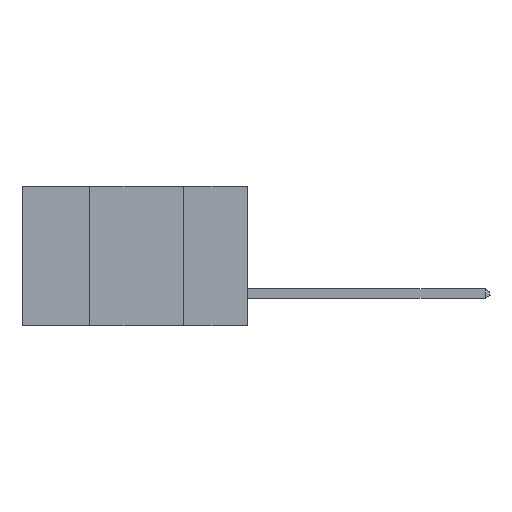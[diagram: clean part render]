
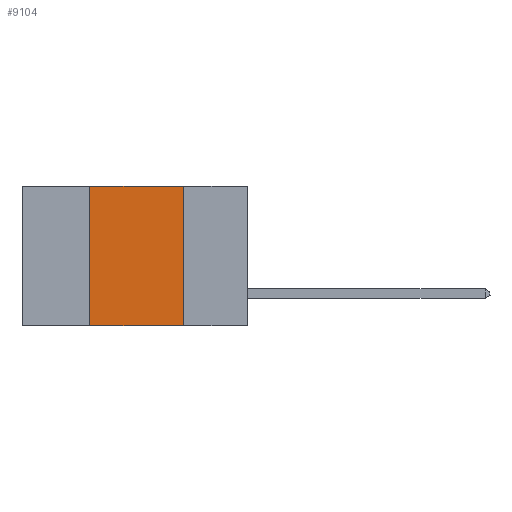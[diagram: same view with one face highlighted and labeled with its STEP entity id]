
A CAD part, left-side view. The second image highlights one B-rep face of the part: STEP entity #9104.
In plain terms, the highlighted planar face has unit normal (-1, 0, 0).
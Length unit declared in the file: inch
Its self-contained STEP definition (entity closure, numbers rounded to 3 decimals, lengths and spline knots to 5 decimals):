
#135 = ORIENTED_EDGE ( 'NONE', *, *, #3745, .F. ) ;
#185 = VECTOR ( 'NONE', #6824, 39.37008 ) ;
#482 = DIRECTION ( 'NONE',  ( 0., 0., -1. ) ) ;
#993 = LINE ( 'NONE', #3447, #2683 ) ;
#1012 = CARTESIAN_POINT ( 'NONE',  ( 0., 0.6, 0. ) ) ;
#1143 = VECTOR ( 'NONE', #482, 39.37008 ) ;
#1169 = EDGE_CURVE ( 'NONE', #2192, #3382, #993, .T. ) ;
#1409 = EDGE_LOOP ( 'NONE', ( #3164, #5295, #135, #7169 ) ) ;
#1562 = CARTESIAN_POINT ( 'NONE',  ( 0., 0.42, 0. ) ) ;
#2103 = LINE ( 'NONE', #1012, #185 ) ;
#2117 = CARTESIAN_POINT ( 'NONE',  ( 0., 0.17, 0. ) ) ;
#2192 = VERTEX_POINT ( 'NONE', #6684 ) ;
#2215 = CARTESIAN_POINT ( 'NONE',  ( 0., 0.17, -0.37 ) ) ;
#2683 = VECTOR ( 'NONE', #5539, 39.37008 ) ;
#2689 = EDGE_CURVE ( 'NONE', #6274, #7217, #2103, .T. ) ;
#3059 = DIRECTION ( 'NONE',  ( 0., 0., 1. ) ) ;
#3067 = LINE ( 'NONE', #2117, #1143 ) ;
#3078 = LINE ( 'NONE', #6693, #8901 ) ;
#3164 = ORIENTED_EDGE ( 'NONE', *, *, #8876, .F. ) ;
#3382 = VERTEX_POINT ( 'NONE', #2215 ) ;
#3447 = CARTESIAN_POINT ( 'NONE',  ( 0., 0.6, -0.37 ) ) ;
#3745 = EDGE_CURVE ( 'NONE', #2192, #6274, #3078, .T. ) ;
#4004 = DIRECTION ( 'NONE',  ( 0., 0., -1. ) ) ;
#4354 = CARTESIAN_POINT ( 'NONE',  ( 0., 0.17, 0. ) ) ;
#5295 = ORIENTED_EDGE ( 'NONE', *, *, #2689, .F. ) ;
#5539 = DIRECTION ( 'NONE',  ( 0., -1., 0. ) ) ;
#6205 = CARTESIAN_POINT ( 'NONE',  ( 0., 0.6, 0. ) ) ;
#6274 = VERTEX_POINT ( 'NONE', #1562 ) ;
#6684 = CARTESIAN_POINT ( 'NONE',  ( 0., 0.42, -0.37 ) ) ;
#6693 = CARTESIAN_POINT ( 'NONE',  ( 0., 0.42, 0. ) ) ;
#6824 = DIRECTION ( 'NONE',  ( 0., -1., 0. ) ) ;
#7169 = ORIENTED_EDGE ( 'NONE', *, *, #1169, .T. ) ;
#7217 = VERTEX_POINT ( 'NONE', #4354 ) ;
#7788 = FACE_OUTER_BOUND ( 'NONE', #1409, .T. ) ;
#8360 = PLANE ( 'NONE',  #8991 ) ;
#8876 = EDGE_CURVE ( 'NONE', #7217, #3382, #3067, .T. ) ;
#8901 = VECTOR ( 'NONE', #3059, 39.37008 ) ;
#8991 = AXIS2_PLACEMENT_3D ( 'NONE', #6205, #9008, #4004 ) ;
#9008 = DIRECTION ( 'NONE',  ( 1., 0., 0. ) ) ;
#9104 = ADVANCED_FACE ( 'NONE', ( #7788 ), #8360, .F. ) ;
